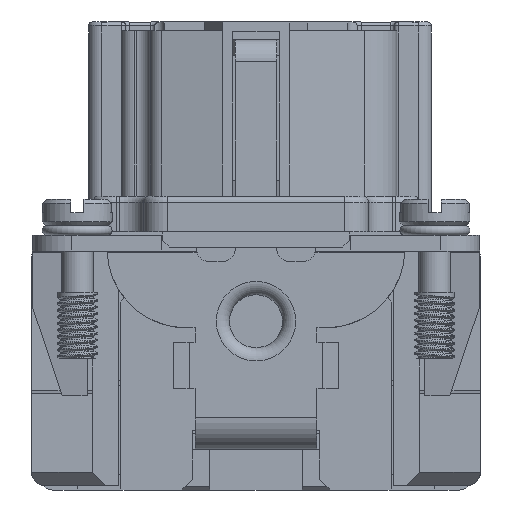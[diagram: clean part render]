
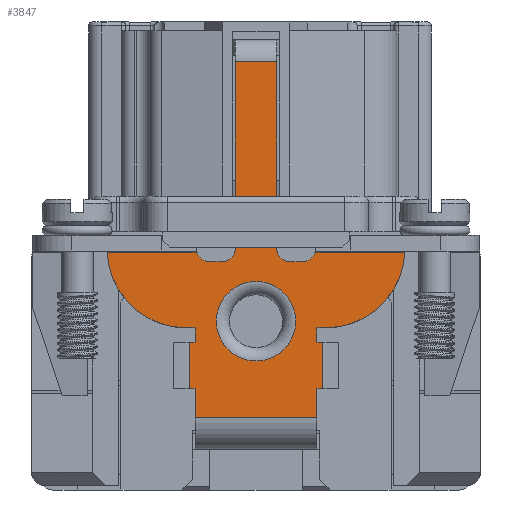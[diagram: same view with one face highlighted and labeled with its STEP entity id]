
A CAD part, left-side view. The second image highlights one B-rep face of the part: STEP entity #3847.
In plain terms, the highlighted planar face has unit normal (-1, 0, 0).
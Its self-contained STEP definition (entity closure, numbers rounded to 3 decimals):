
#1477=FACE_BOUND('',#10973,.T.);
#1478=FACE_BOUND('',#10974,.T.);
#3847=ADVANCED_FACE('',(#1477,#1478),#5887,.T.);
#5887=PLANE('',#56157);
#10973=EDGE_LOOP('',(#36868));
#10974=EDGE_LOOP('',(#36869,#36870,#36871,#36872,#36873,#36874,#36875,#36876,
#36877,#36878,#36879,#36880,#36881,#36882,#36883,#36884,#36885,#36886,#36887,
#36888,#36889,#36890,#36891,#36892,#36893,#36894));
#16751=LINE('',#87337,#22631);
#16754=LINE('',#87348,#22634);
#16755=LINE('',#87352,#22635);
#16756=LINE('',#87356,#22636);
#16757=LINE('',#87358,#22637);
#16758=LINE('',#87360,#22638);
#16759=LINE('',#87365,#22639);
#16760=LINE('',#87369,#22640);
#16761=LINE('',#87371,#22641);
#16762=LINE('',#87373,#22642);
#16763=LINE('',#87375,#22643);
#16764=LINE('',#87377,#22644);
#16765=LINE('',#87379,#22645);
#16766=LINE('',#87381,#22646);
#16767=LINE('',#87383,#22647);
#16768=LINE('',#87385,#22648);
#16769=LINE('',#87387,#22649);
#16770=LINE('',#87389,#22650);
#16771=LINE('',#87391,#22651);
#16772=LINE('',#87393,#22652);
#22631=VECTOR('',#68990,1.);
#22634=VECTOR('',#68999,1.);
#22635=VECTOR('',#69002,1.);
#22636=VECTOR('',#69005,1.);
#22637=VECTOR('',#69006,1.);
#22638=VECTOR('',#69007,1.);
#22639=VECTOR('',#69012,1.);
#22640=VECTOR('',#69015,1.);
#22641=VECTOR('',#69016,1.);
#22642=VECTOR('',#69017,1.);
#22643=VECTOR('',#69018,1.);
#22644=VECTOR('',#69019,1.);
#22645=VECTOR('',#69020,1.);
#22646=VECTOR('',#69021,1.);
#22647=VECTOR('',#69022,1.);
#22648=VECTOR('',#69023,1.);
#22649=VECTOR('',#69024,1.);
#22650=VECTOR('',#69025,1.);
#22651=VECTOR('',#69026,1.);
#22652=VECTOR('',#69027,1.);
#36868=ORIENTED_EDGE('',*,*,#50596,.F.);
#36869=ORIENTED_EDGE('',*,*,#50597,.F.);
#36870=ORIENTED_EDGE('',*,*,#50598,.T.);
#36871=ORIENTED_EDGE('',*,*,#50599,.T.);
#36872=ORIENTED_EDGE('',*,*,#50600,.F.);
#36873=ORIENTED_EDGE('',*,*,#50601,.T.);
#36874=ORIENTED_EDGE('',*,*,#50602,.F.);
#36875=ORIENTED_EDGE('',*,*,#50603,.T.);
#36876=ORIENTED_EDGE('',*,*,#50604,.F.);
#36877=ORIENTED_EDGE('',*,*,#50605,.T.);
#36878=ORIENTED_EDGE('',*,*,#50593,.F.);
#36879=ORIENTED_EDGE('',*,*,#50606,.T.);
#36880=ORIENTED_EDGE('',*,*,#50607,.F.);
#36881=ORIENTED_EDGE('',*,*,#50608,.F.);
#36882=ORIENTED_EDGE('',*,*,#50609,.F.);
#36883=ORIENTED_EDGE('',*,*,#50610,.F.);
#36884=ORIENTED_EDGE('',*,*,#50611,.F.);
#36885=ORIENTED_EDGE('',*,*,#50612,.T.);
#36886=ORIENTED_EDGE('',*,*,#50613,.T.);
#36887=ORIENTED_EDGE('',*,*,#50614,.F.);
#36888=ORIENTED_EDGE('',*,*,#50615,.F.);
#36889=ORIENTED_EDGE('',*,*,#50616,.T.);
#36890=ORIENTED_EDGE('',*,*,#50617,.F.);
#36891=ORIENTED_EDGE('',*,*,#50618,.T.);
#36892=ORIENTED_EDGE('',*,*,#50619,.T.);
#36893=ORIENTED_EDGE('',*,*,#50620,.T.);
#36894=ORIENTED_EDGE('',*,*,#50621,.T.);
#43144=VERTEX_POINT('',#87338);
#43145=VERTEX_POINT('',#87339);
#43146=VERTEX_POINT('',#87344);
#43147=VERTEX_POINT('',#87346);
#43148=VERTEX_POINT('',#87347);
#43149=VERTEX_POINT('',#87349);
#43150=VERTEX_POINT('',#87351);
#43151=VERTEX_POINT('',#87353);
#43152=VERTEX_POINT('',#87355);
#43153=VERTEX_POINT('',#87357);
#43154=VERTEX_POINT('',#87359);
#43155=VERTEX_POINT('',#87361);
#43156=VERTEX_POINT('',#87364);
#43157=VERTEX_POINT('',#87366);
#43158=VERTEX_POINT('',#87368);
#43159=VERTEX_POINT('',#87370);
#43160=VERTEX_POINT('',#87372);
#43161=VERTEX_POINT('',#87374);
#43162=VERTEX_POINT('',#87376);
#43163=VERTEX_POINT('',#87378);
#43164=VERTEX_POINT('',#87380);
#43165=VERTEX_POINT('',#87382);
#43166=VERTEX_POINT('',#87384);
#43167=VERTEX_POINT('',#87386);
#43168=VERTEX_POINT('',#87388);
#43169=VERTEX_POINT('',#87390);
#43170=VERTEX_POINT('',#87392);
#50593=EDGE_CURVE('',#43144,#43145,#16751,.T.);
#50596=EDGE_CURVE('',#43146,#43146,#52484,.T.);
#50597=EDGE_CURVE('',#43147,#43148,#52485,.T.);
#50598=EDGE_CURVE('',#43147,#43149,#16754,.T.);
#50599=EDGE_CURVE('',#43149,#43150,#52486,.T.);
#50600=EDGE_CURVE('',#43151,#43150,#16755,.T.);
#50601=EDGE_CURVE('',#43151,#43152,#52487,.T.);
#50602=EDGE_CURVE('',#43153,#43152,#16756,.T.);
#50603=EDGE_CURVE('',#43153,#43154,#16757,.T.);
#50604=EDGE_CURVE('',#43155,#43154,#16758,.T.);
#50605=EDGE_CURVE('',#43155,#43145,#52488,.T.);
#50606=EDGE_CURVE('',#43144,#43156,#52489,.T.);
#50607=EDGE_CURVE('',#43157,#43156,#16759,.T.);
#50608=EDGE_CURVE('',#43158,#43157,#52490,.T.);
#50609=EDGE_CURVE('',#43159,#43158,#16760,.T.);
#50610=EDGE_CURVE('',#43160,#43159,#16761,.T.);
#50611=EDGE_CURVE('',#43161,#43160,#16762,.T.);
#50612=EDGE_CURVE('',#43161,#43162,#16763,.T.);
#50613=EDGE_CURVE('',#43162,#43163,#16764,.T.);
#50614=EDGE_CURVE('',#43164,#43163,#16765,.T.);
#50615=EDGE_CURVE('',#43165,#43164,#16766,.T.);
#50616=EDGE_CURVE('',#43165,#43166,#16767,.T.);
#50617=EDGE_CURVE('',#43167,#43166,#16768,.T.);
#50618=EDGE_CURVE('',#43167,#43168,#16769,.T.);
#50619=EDGE_CURVE('',#43168,#43169,#16770,.T.);
#50620=EDGE_CURVE('',#43169,#43170,#16771,.T.);
#50621=EDGE_CURVE('',#43170,#43148,#16772,.T.);
#52484=CIRCLE('',#56150,3.);
#52485=CIRCLE('',#56151,6.);
#52486=CIRCLE('',#56152,1.);
#52487=CIRCLE('',#56153,1.);
#52488=CIRCLE('',#56154,1.);
#52489=CIRCLE('',#56155,1.);
#52490=CIRCLE('',#56156,6.);
#56150=AXIS2_PLACEMENT_3D('',#87343,#68995,#68996);
#56151=AXIS2_PLACEMENT_3D('',#87345,#68997,#68998);
#56152=AXIS2_PLACEMENT_3D('',#87350,#69000,#69001);
#56153=AXIS2_PLACEMENT_3D('',#87354,#69003,#69004);
#56154=AXIS2_PLACEMENT_3D('',#87362,#69008,#69009);
#56155=AXIS2_PLACEMENT_3D('',#87363,#69010,#69011);
#56156=AXIS2_PLACEMENT_3D('',#87367,#69013,#69014);
#56157=AXIS2_PLACEMENT_3D('',#87394,#69028,#69029);
#68990=DIRECTION('',(0.,-1.,0.));
#68995=DIRECTION('',(-1.,0.,0.));
#68996=DIRECTION('',(0.,0.,-1.));
#68997=DIRECTION('',(1.,0.,0.));
#68998=DIRECTION('',(0.,0.,-1.));
#68999=DIRECTION('',(0.,1.,0.));
#69000=DIRECTION('',(1.,0.,0.));
#69001=DIRECTION('',(0.,0.,-1.));
#69002=DIRECTION('',(0.,-1.,0.));
#69003=DIRECTION('',(1.,0.,0.));
#69004=DIRECTION('',(0.,0.,-1.));
#69005=DIRECTION('',(0.,0.,-1.));
#69006=DIRECTION('',(0.,1.,0.));
#69007=DIRECTION('',(0.,0.,1.));
#69008=DIRECTION('',(1.,0.,0.));
#69009=DIRECTION('',(0.,0.,-1.));
#69010=DIRECTION('',(1.,0.,0.));
#69011=DIRECTION('',(0.,0.,-1.));
#69012=DIRECTION('',(0.,-1.,0.));
#69013=DIRECTION('',(1.,0.,0.));
#69014=DIRECTION('',(0.,0.,-1.));
#69015=DIRECTION('',(0.,1.,0.));
#69016=DIRECTION('',(0.,0.,1.));
#69017=DIRECTION('',(0.,-1.,0.));
#69018=DIRECTION('',(0.,0.,-1.));
#69019=DIRECTION('',(0.,-1.,0.));
#69020=DIRECTION('',(0.,0.,1.));
#69021=DIRECTION('',(0.,1.,0.));
#69022=DIRECTION('',(0.,0.,1.));
#69023=DIRECTION('',(0.,1.,0.));
#69024=DIRECTION('',(0.,0.,1.));
#69025=DIRECTION('',(0.,1.,0.));
#69026=DIRECTION('',(0.,0.,1.));
#69027=DIRECTION('',(0.,-1.,0.));
#69028=DIRECTION('',(-1.,0.,0.));
#69029=DIRECTION('',(0.,0.,-1.));
#87337=CARTESIAN_POINT('',(-32.85,0.,-2.25));
#87338=CARTESIAN_POINT('',(-32.85,3.5,-2.25));
#87339=CARTESIAN_POINT('',(-32.85,2.55,-2.25));
#87343=CARTESIAN_POINT('',(-32.85,0.,-6.75));
#87344=CARTESIAN_POINT('',(-32.85,0.,-9.75));
#87345=CARTESIAN_POINT('',(-32.85,-5.25,-1.25));
#87346=CARTESIAN_POINT('',(-32.85,-11.242,-1.55));
#87347=CARTESIAN_POINT('',(-32.85,-5.25,-7.25));
#87348=CARTESIAN_POINT('',(-32.85,-11.25,-1.55));
#87349=CARTESIAN_POINT('',(-32.85,-4.454,-1.55));
#87350=CARTESIAN_POINT('',(-32.85,-3.5,-1.25));
#87351=CARTESIAN_POINT('',(-32.85,-3.5,-2.25));
#87352=CARTESIAN_POINT('',(-32.85,0.,-2.25));
#87353=CARTESIAN_POINT('',(-32.85,-2.55,-2.25));
#87354=CARTESIAN_POINT('',(-32.85,-2.55,-1.25));
#87355=CARTESIAN_POINT('',(-32.85,-1.55,-1.25));
#87356=CARTESIAN_POINT('',(-32.85,-1.55,0.75));
#87357=CARTESIAN_POINT('',(-32.85,-1.55,12.85));
#87358=CARTESIAN_POINT('',(-32.85,0.,12.85));
#87359=CARTESIAN_POINT('',(-32.85,1.55,12.85));
#87360=CARTESIAN_POINT('',(-32.85,1.55,0.75));
#87361=CARTESIAN_POINT('',(-32.85,1.55,-1.25));
#87362=CARTESIAN_POINT('',(-32.85,2.55,-1.25));
#87363=CARTESIAN_POINT('',(-32.85,3.5,-1.25));
#87364=CARTESIAN_POINT('',(-32.85,4.454,-1.55));
#87365=CARTESIAN_POINT('',(-32.85,0.,-1.55));
#87366=CARTESIAN_POINT('',(-32.85,11.242,-1.55));
#87367=CARTESIAN_POINT('',(-32.85,5.25,-1.25));
#87368=CARTESIAN_POINT('',(-32.85,5.25,-7.25));
#87369=CARTESIAN_POINT('',(-32.85,4.5,-7.25));
#87370=CARTESIAN_POINT('',(-32.85,4.6,-7.25));
#87371=CARTESIAN_POINT('',(-32.85,4.6,-0.05));
#87372=CARTESIAN_POINT('',(-32.85,4.6,-8.35));
#87373=CARTESIAN_POINT('',(-32.85,4.65,-8.35));
#87374=CARTESIAN_POINT('',(-32.85,5.05,-8.35));
#87375=CARTESIAN_POINT('',(-32.85,5.05,-0.05));
#87376=CARTESIAN_POINT('',(-32.85,5.05,-11.85));
#87377=CARTESIAN_POINT('',(-32.85,3.7,-11.85));
#87378=CARTESIAN_POINT('',(-32.85,4.6,-11.85));
#87379=CARTESIAN_POINT('',(-32.85,4.6,-0.05));
#87380=CARTESIAN_POINT('',(-32.85,4.6,-14.05));
#87381=CARTESIAN_POINT('',(-32.85,0.,-14.05));
#87382=CARTESIAN_POINT('',(-32.85,-4.6,-14.05));
#87383=CARTESIAN_POINT('',(-32.85,-4.6,-0.05));
#87384=CARTESIAN_POINT('',(-32.85,-4.6,-11.85));
#87385=CARTESIAN_POINT('',(-32.85,0.,-11.85));
#87386=CARTESIAN_POINT('',(-32.85,-5.05,-11.85));
#87387=CARTESIAN_POINT('',(-32.85,-5.05,-0.05));
#87388=CARTESIAN_POINT('',(-32.85,-5.05,-8.35));
#87389=CARTESIAN_POINT('',(-32.85,0.,-8.35));
#87390=CARTESIAN_POINT('',(-32.85,-4.6,-8.35));
#87391=CARTESIAN_POINT('',(-32.85,-4.6,-0.05));
#87392=CARTESIAN_POINT('',(-32.85,-4.6,-7.25));
#87393=CARTESIAN_POINT('',(-32.85,0.,-7.25));
#87394=CARTESIAN_POINT('',(-32.85,0.,-0.05));
